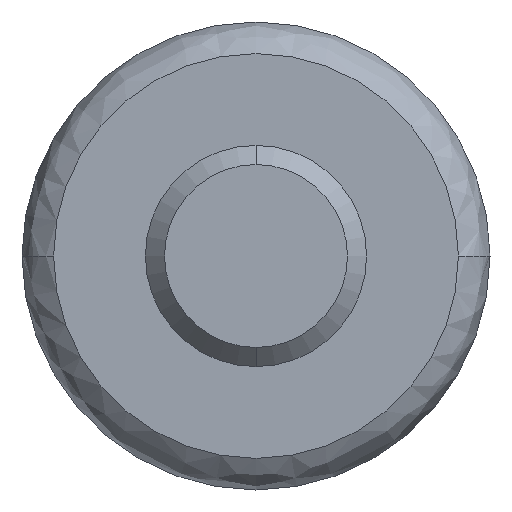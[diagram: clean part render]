
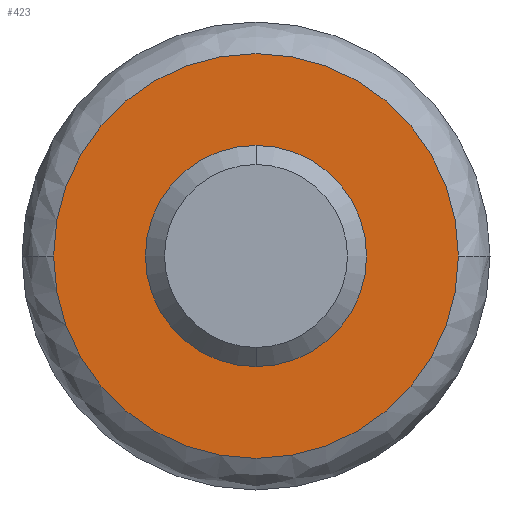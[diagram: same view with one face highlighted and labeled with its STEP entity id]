
A CAD part, front view. The second image highlights one B-rep face of the part: STEP entity #423.
In plain terms, the highlighted planar face has unit normal (0, -1, 0).
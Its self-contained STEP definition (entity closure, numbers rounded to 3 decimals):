
#38 = EDGE_LOOP ( 'NONE', ( #896, #275 ) ) ;
#40 = VERTEX_POINT ( 'NONE', #519 ) ;
#65 = DIRECTION ( 'NONE',  ( 0., 0., -1. ) ) ;
#69 = ORIENTED_EDGE ( 'NONE', *, *, #284, .F. ) ;
#80 = AXIS2_PLACEMENT_3D ( 'NONE', #969, #570, #175 ) ;
#115 = DIRECTION ( 'NONE',  ( 0., 0., -1. ) ) ;
#129 = EDGE_LOOP ( 'NONE', ( #69, #241 ) ) ;
#131 = DIRECTION ( 'NONE',  ( 0., -1., 0. ) ) ;
#172 = CIRCLE ( 'NONE', #80, 1.3 ) ;
#175 = DIRECTION ( 'NONE',  ( 0., 0., -1. ) ) ;
#202 = CARTESIAN_POINT ( 'NONE',  ( -2.378, 0., 0. ) ) ;
#214 = EDGE_CURVE ( 'NONE', #40, #298, #392, .T. ) ;
#241 = ORIENTED_EDGE ( 'NONE', *, *, #214, .F. ) ;
#275 = ORIENTED_EDGE ( 'NONE', *, *, #578, .T. ) ;
#284 = EDGE_CURVE ( 'NONE', #298, #40, #172, .T. ) ;
#290 = CARTESIAN_POINT ( 'NONE',  ( 0., 0., 0. ) ) ;
#298 = VERTEX_POINT ( 'NONE', #724 ) ;
#302 = CIRCLE ( 'NONE', #486, 2.378 ) ;
#371 = FACE_OUTER_BOUND ( 'NONE', #38, .T. ) ;
#392 = CIRCLE ( 'NONE', #703, 1.3 ) ;
#405 = EDGE_CURVE ( 'NONE', #846, #516, #609, .T. ) ;
#411 = DIRECTION ( 'NONE',  ( 0., -1., 0. ) ) ;
#423 = ADVANCED_FACE ( 'NONE', ( #912, #371 ), #995, .T. ) ;
#486 = AXIS2_PLACEMENT_3D ( 'NONE', #864, #631, #782 ) ;
#516 = VERTEX_POINT ( 'NONE', #587 ) ;
#519 = CARTESIAN_POINT ( 'NONE',  ( 0., 0., 1.3 ) ) ;
#530 = AXIS2_PLACEMENT_3D ( 'NONE', #984, #584, #115 ) ;
#570 = DIRECTION ( 'NONE',  ( 0., -1., 0. ) ) ;
#578 = EDGE_CURVE ( 'NONE', #516, #846, #302, .T. ) ;
#584 = DIRECTION ( 'NONE',  ( 0., -1., 0. ) ) ;
#587 = CARTESIAN_POINT ( 'NONE',  ( 2.378, 0., 0. ) ) ;
#609 = CIRCLE ( 'NONE', #530, 2.378 ) ;
#631 = DIRECTION ( 'NONE',  ( 0., -1., 0. ) ) ;
#703 = AXIS2_PLACEMENT_3D ( 'NONE', #870, #411, #65 ) ;
#724 = CARTESIAN_POINT ( 'NONE',  ( 0., 0., -1.3 ) ) ;
#782 = DIRECTION ( 'NONE',  ( 0., 0., -1. ) ) ;
#846 = VERTEX_POINT ( 'NONE', #202 ) ;
#864 = CARTESIAN_POINT ( 'NONE',  ( 0., 0., 0. ) ) ;
#870 = CARTESIAN_POINT ( 'NONE',  ( 0., 0., 0. ) ) ;
#892 = AXIS2_PLACEMENT_3D ( 'NONE', #290, #131, #1000 ) ;
#896 = ORIENTED_EDGE ( 'NONE', *, *, #405, .T. ) ;
#912 = FACE_BOUND ( 'NONE', #129, .T. ) ;
#969 = CARTESIAN_POINT ( 'NONE',  ( 0., 0., 0. ) ) ;
#984 = CARTESIAN_POINT ( 'NONE',  ( 0., 0., 0. ) ) ;
#995 = PLANE ( 'NONE',  #892 ) ;
#1000 = DIRECTION ( 'NONE',  ( 0., 0., -1. ) ) ;
